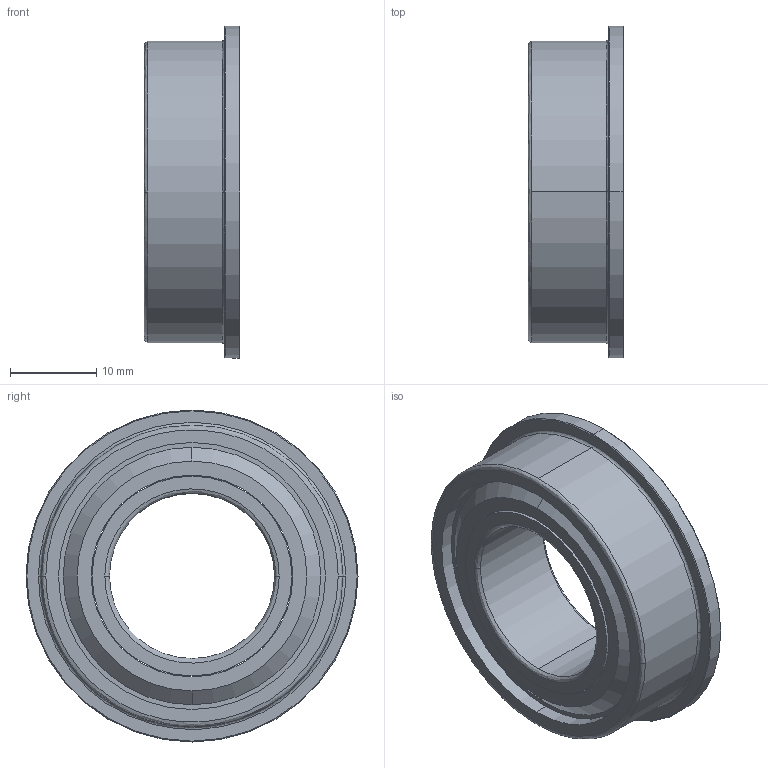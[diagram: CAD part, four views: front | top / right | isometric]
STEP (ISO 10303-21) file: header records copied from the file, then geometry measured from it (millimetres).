
FILE_DESCRIPTION (( 'STEP AP203' ), '1' );
FILE_NAME ('217-2789.20121205.STEP', '2012-12-05T23:49:55', ( 'svradm' ), ( 'Microsoft' ), 'SwSTEP 2.0', 'SolidWorks 2012', '' );
FILE_SCHEMA (( 'CONFIG_CONTROL_DESIGN' ));
Length unit declared in the file: inch
Products named in the file (1): 217-2789.20121205
Bounding box: 11.1 x 38.4 x 38.4 mm (x, y, z)
Volume: 5938.9 mm3; surface area: 8568.7 mm2
Topology: 4 solids, 4 shells, 84 faces, 184 edges, 134 vertices
Faces by surface type: bspline 34, cylinder 28, plane 14, cone 8
Entity records: 4133 total; most frequent: CARTESIAN_POINT 2285, ORIENTED_EDGE 368, DIRECTION 338, EDGE_CURVE 184, AXIS2_PLACEMENT_3D 151, VERTEX_POINT 134, EDGE_LOOP 118, CIRCLE 100
